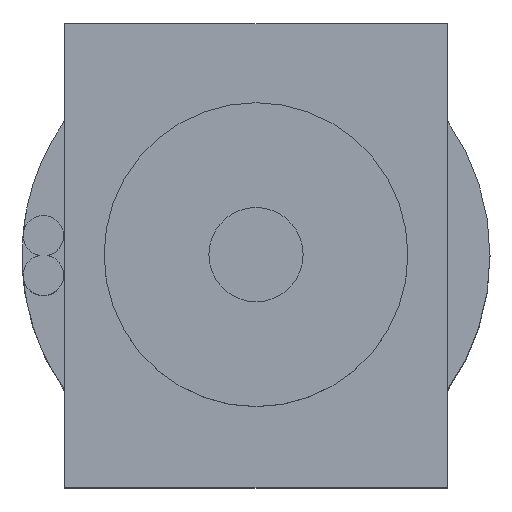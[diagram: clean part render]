
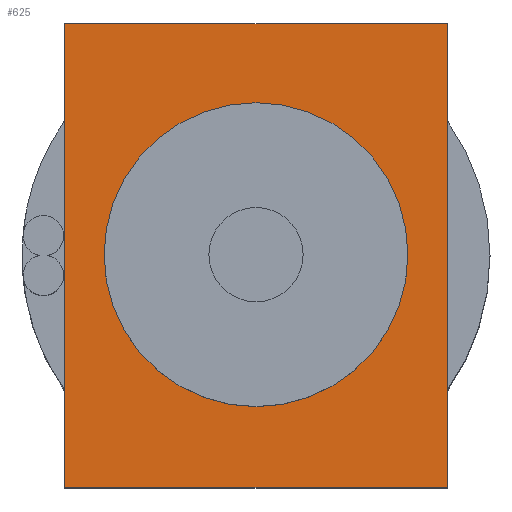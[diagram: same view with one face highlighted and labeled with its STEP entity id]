
A CAD part, top view. The second image highlights one B-rep face of the part: STEP entity #625.
In plain terms, the highlighted planar face has unit normal (0, 0, 1).
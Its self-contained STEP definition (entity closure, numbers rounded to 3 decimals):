
#29 = CARTESIAN_POINT ( 'NONE',  ( 12.6, -15.25, 50.7 ) ) ;
#39 = LINE ( 'NONE', #259, #254 ) ;
#103 = EDGE_CURVE ( 'NONE', #1194, #1336, #922, .T. ) ;
#108 = DIRECTION ( 'NONE',  ( 0., -1., 0. ) ) ;
#114 = DIRECTION ( 'NONE',  ( -1., 0., 0. ) ) ;
#153 = ORIENTED_EDGE ( 'NONE', *, *, #706, .T. ) ;
#158 = VERTEX_POINT ( 'NONE', #1215 ) ;
#159 = LINE ( 'NONE', #582, #1366 ) ;
#193 = FACE_BOUND ( 'NONE', #1187, .T. ) ;
#194 = CARTESIAN_POINT ( 'NONE',  ( -12.6, -15.25, 50.7 ) ) ;
#208 = EDGE_CURVE ( 'NONE', #158, #1316, #159, .T. ) ;
#216 = LINE ( 'NONE', #1052, #1107 ) ;
#238 = DIRECTION ( 'NONE',  ( 0., 0., 1. ) ) ;
#254 = VECTOR ( 'NONE', #356, 1000. ) ;
#259 = CARTESIAN_POINT ( 'NONE',  ( -12.6, -15.25, 50.7 ) ) ;
#291 = VERTEX_POINT ( 'NONE', #194 ) ;
#309 = VECTOR ( 'NONE', #448, 1000. ) ;
#356 = DIRECTION ( 'NONE',  ( 1., 0., 0. ) ) ;
#367 = CARTESIAN_POINT ( 'NONE',  ( 0., 0., 50.7 ) ) ;
#381 = EDGE_CURVE ( 'NONE', #291, #1209, #39, .T. ) ;
#411 = DIRECTION ( 'NONE',  ( 0., 0., -1. ) ) ;
#420 = FACE_OUTER_BOUND ( 'NONE', #557, .T. ) ;
#435 = EDGE_CURVE ( 'NONE', #1209, #158, #773, .T. ) ;
#448 = DIRECTION ( 'NONE',  ( 0., 1., 0. ) ) ;
#514 = ORIENTED_EDGE ( 'NONE', *, *, #381, .T. ) ;
#557 = EDGE_LOOP ( 'NONE', ( #980, #992, #153, #514 ) ) ;
#568 = ORIENTED_EDGE ( 'NONE', *, *, #103, .F. ) ;
#582 = CARTESIAN_POINT ( 'NONE',  ( -12.6, 15.25, 50.7 ) ) ;
#615 = PLANE ( 'NONE',  #1145 ) ;
#625 = ADVANCED_FACE ( 'NONE', ( #420, #193 ), #615, .F. ) ;
#665 = CARTESIAN_POINT ( 'NONE',  ( -12.6, 15.25, 50.7 ) ) ;
#706 = EDGE_CURVE ( 'NONE', #1316, #291, #216, .T. ) ;
#714 = CIRCLE ( 'NONE', #835, 7.85 ) ;
#744 = CARTESIAN_POINT ( 'NONE',  ( 0., 0., 50.7 ) ) ;
#748 = AXIS2_PLACEMENT_3D ( 'NONE', #367, #238, #1223 ) ;
#759 = ORIENTED_EDGE ( 'NONE', *, *, #1348, .F. ) ;
#773 = LINE ( 'NONE', #29, #309 ) ;
#835 = AXIS2_PLACEMENT_3D ( 'NONE', #744, #1163, #114 ) ;
#846 = DIRECTION ( 'NONE',  ( -1., 0., 0. ) ) ;
#861 = CARTESIAN_POINT ( 'NONE',  ( -7.85, 0., 50.7 ) ) ;
#922 = CIRCLE ( 'NONE', #748, 7.85 ) ;
#980 = ORIENTED_EDGE ( 'NONE', *, *, #435, .T. ) ;
#992 = ORIENTED_EDGE ( 'NONE', *, *, #208, .T. ) ;
#1002 = DIRECTION ( 'NONE',  ( -1., 0., 0. ) ) ;
#1046 = CARTESIAN_POINT ( 'NONE',  ( 12.6, -15.25, 50.7 ) ) ;
#1052 = CARTESIAN_POINT ( 'NONE',  ( -12.6, -15.25, 50.7 ) ) ;
#1107 = VECTOR ( 'NONE', #108, 1000. ) ;
#1142 = CARTESIAN_POINT ( 'NONE',  ( 0., 0., 50.7 ) ) ;
#1145 = AXIS2_PLACEMENT_3D ( 'NONE', #1142, #411, #846 ) ;
#1163 = DIRECTION ( 'NONE',  ( 0., 0., 1. ) ) ;
#1177 = CARTESIAN_POINT ( 'NONE',  ( 7.85, 0., 50.7 ) ) ;
#1187 = EDGE_LOOP ( 'NONE', ( #568, #759 ) ) ;
#1194 = VERTEX_POINT ( 'NONE', #1177 ) ;
#1209 = VERTEX_POINT ( 'NONE', #1046 ) ;
#1215 = CARTESIAN_POINT ( 'NONE',  ( 12.6, 15.25, 50.7 ) ) ;
#1223 = DIRECTION ( 'NONE',  ( -1., 0., 0. ) ) ;
#1316 = VERTEX_POINT ( 'NONE', #665 ) ;
#1336 = VERTEX_POINT ( 'NONE', #861 ) ;
#1348 = EDGE_CURVE ( 'NONE', #1336, #1194, #714, .T. ) ;
#1366 = VECTOR ( 'NONE', #1002, 1000. ) ;
